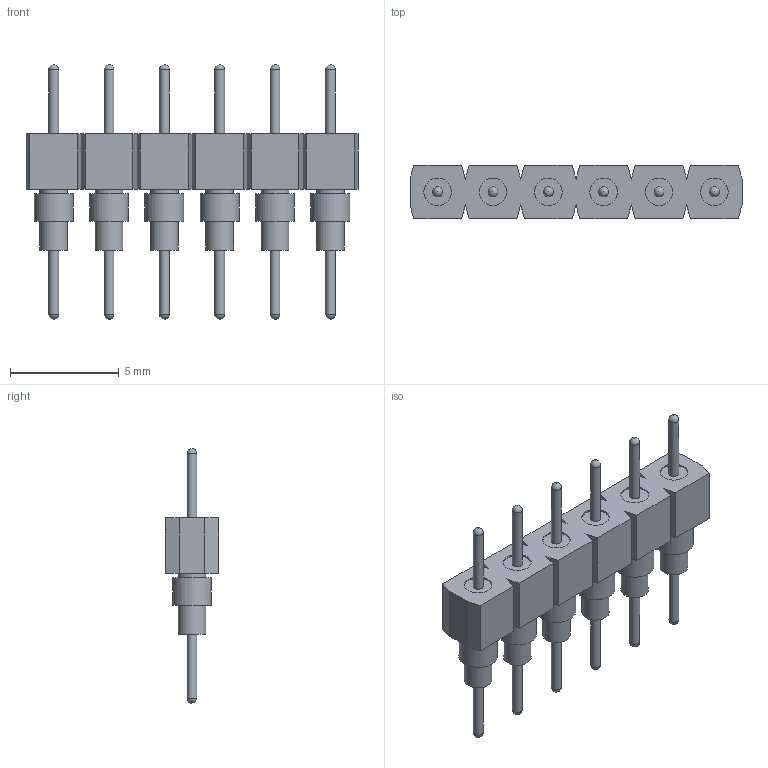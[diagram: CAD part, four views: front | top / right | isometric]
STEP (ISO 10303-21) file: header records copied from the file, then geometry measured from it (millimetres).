
FILE_DESCRIPTION(('FreeCAD Model'),'2;1');
FILE_NAME('Open CASCADE Shape Model','2025-01-12T11:58:08',(''),(''), 'Open CASCADE STEP processor 7.8','FreeCAD','Unknown');
FILE_SCHEMA(('AUTOMOTIVE_DESIGN { 1 0 10303 214 1 1 1 1 }'));
Length unit declared in the file: millimetre
Products named in the file (7): BBS-106-G-A_pins005; BBS-106-G-A_socket; BBS-106-G-A_pins; BBS-106-G-A_pins001; BBS-106-G-A_pins002; BBS-106-G-A_pins003; BBS-106-G-A_pins004
Bounding box: 15.24 x 2.44 x 11.68 mm (x, y, z)
Volume: 127.2 mm3; surface area: 451.6 mm2
Topology: 7 solids, 7 shells, 112 faces, 264 edges, 178 vertices
Faces by surface type: plane 64, cylinder 36, sphere 12
Full cylindrical faces by diameter (mm): 0.457 x12, 1.27 x18, 1.778 x6
Entity records: 3340 total; most frequent: CARTESIAN_POINT 639, DIRECTION 520, ORIENTED_EDGE 504, EDGE_CURVE 252, AXIS2_PLACEMENT_3D 203, VERTEX_POINT 178, FACE_BOUND 148, EDGE_LOOP 148
